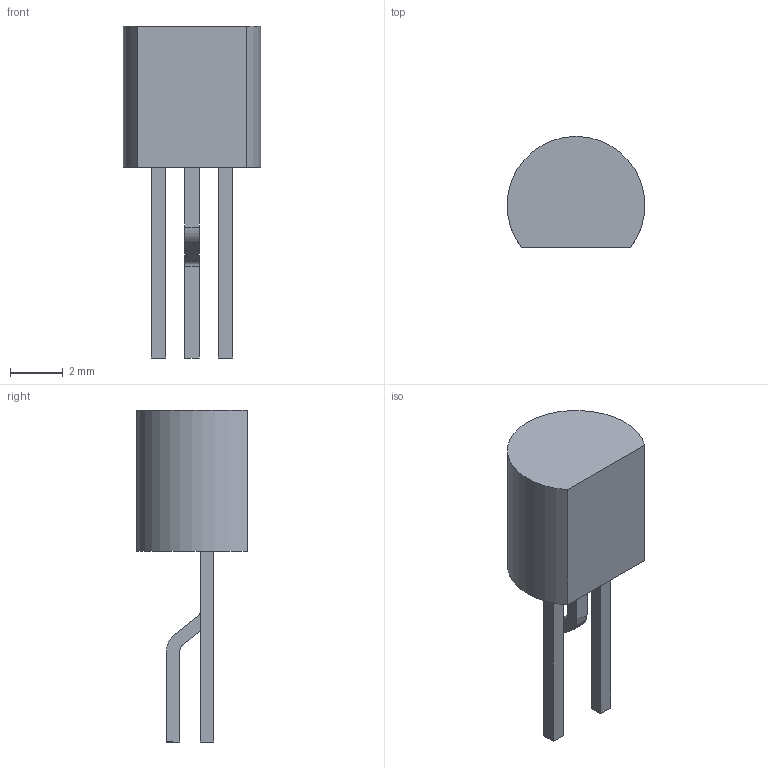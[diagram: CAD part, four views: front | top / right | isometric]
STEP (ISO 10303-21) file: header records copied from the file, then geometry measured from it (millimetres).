
FILE_DESCRIPTION((''),'2;1');
FILE_NAME('TO-92AA-P127.stp','2012-01-25T15:26:46',(''),(''),'Mechanical Desktop 2011','Mechanical Desktop 2011',', , ');
FILE_SCHEMA(('AUTOMOTIVE_DESIGN { 1 2 10303 214 1 1 1 1 }'));
Length unit declared in the file: millimetre
Products named in the file (1): Product
Bounding box: 5.2 x 4.19 x 12.53 mm (x, y, z)
Volume: 103.7 mm3; surface area: 168.1 mm2
Topology: 4 solids, 4 shells, 30 faces, 66 edges, 44 vertices
Faces by surface type: plane 25, cylinder 5
Entity records: 869 total; most frequent: CARTESIAN_POINT 141, DIRECTION 138, ORIENTED_EDGE 132, EDGE_CURVE 66, VECTOR 56, LINE 56, VERTEX_POINT 44, AXIS2_PLACEMENT_3D 41
